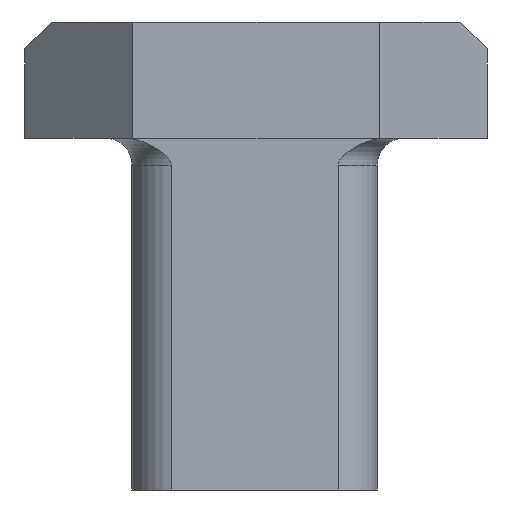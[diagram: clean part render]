
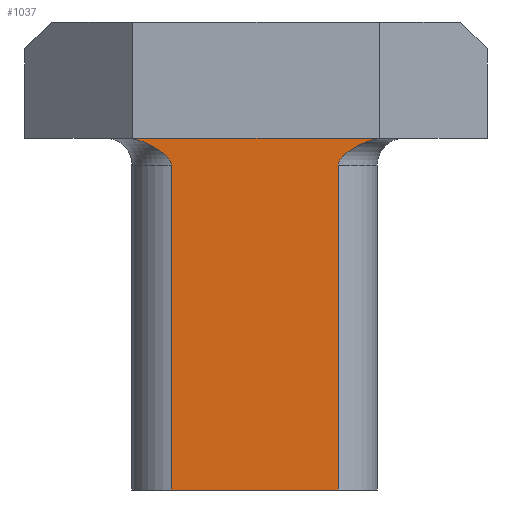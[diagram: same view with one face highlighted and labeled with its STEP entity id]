
A CAD part, left-side view. The second image highlights one B-rep face of the part: STEP entity #1037.
In plain terms, the highlighted planar face has unit normal (-1, 0, 0).
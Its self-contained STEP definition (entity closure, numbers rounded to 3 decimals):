
#88=B_SPLINE_CURVE_WITH_KNOTS('',3,(#1571,#1572,#1573,#1574,#1575,#1576,
#1577,#1578,#1579,#1580,#1581,#1582),.UNSPECIFIED.,.F.,.F.,(4,2,2,2,2,4),
(0.731,0.755,0.787,0.896,
1.024,1.072),.UNSPECIFIED.);
#89=B_SPLINE_CURVE_WITH_KNOTS('',3,(#1589,#1590,#1591,#1592,#1593,#1594,
#1595,#1596,#1597,#1598,#1599,#1600),.UNSPECIFIED.,.F.,.F.,(4,2,2,2,2,4),
(0.372,0.438,0.567,0.675,
0.708,0.731),.UNSPECIFIED.);
#100=FACE_OUTER_BOUND('',#156,.T.);
#156=EDGE_LOOP('',(#725,#726,#727,#728,#729,#730,#731,#732));
#241=LINE('',#1558,#351);
#242=LINE('',#1567,#352);
#243=LINE('',#1569,#353);
#244=LINE('',#1584,#354);
#245=LINE('',#1586,#355);
#246=LINE('',#1588,#356);
#351=VECTOR('',#1247,10.);
#352=VECTOR('',#1250,10.);
#353=VECTOR('',#1251,10.);
#354=VECTOR('',#1252,10.);
#355=VECTOR('',#1253,10.);
#356=VECTOR('',#1254,10.);
#454=VERTEX_POINT('',#1555);
#455=VERTEX_POINT('',#1557);
#456=VERTEX_POINT('',#1566);
#457=VERTEX_POINT('',#1568);
#458=VERTEX_POINT('',#1570);
#459=VERTEX_POINT('',#1583);
#460=VERTEX_POINT('',#1585);
#461=VERTEX_POINT('',#1587);
#561=EDGE_CURVE('',#454,#455,#241,.T.);
#563=EDGE_CURVE('',#454,#456,#242,.T.);
#564=EDGE_CURVE('',#457,#456,#243,.F.);
#565=EDGE_CURVE('',#458,#457,#88,.T.);
#566=EDGE_CURVE('',#458,#459,#244,.T.);
#567=EDGE_CURVE('',#460,#459,#245,.T.);
#568=EDGE_CURVE('',#461,#460,#246,.T.);
#569=EDGE_CURVE('',#461,#455,#89,.F.);
#725=ORIENTED_EDGE('',*,*,#563,.T.);
#726=ORIENTED_EDGE('',*,*,#564,.F.);
#727=ORIENTED_EDGE('',*,*,#565,.F.);
#728=ORIENTED_EDGE('',*,*,#566,.T.);
#729=ORIENTED_EDGE('',*,*,#567,.F.);
#730=ORIENTED_EDGE('',*,*,#568,.F.);
#731=ORIENTED_EDGE('',*,*,#569,.T.);
#732=ORIENTED_EDGE('',*,*,#561,.F.);
#1000=PLANE('',#1116);
#1037=ADVANCED_FACE('',(#100),#1000,.T.);
#1116=AXIS2_PLACEMENT_3D('',#1565,#1248,#1249);
#1247=DIRECTION('',(0.,0.,-1.));
#1248=DIRECTION('center_axis',(-1.,0.,0.));
#1249=DIRECTION('ref_axis',(0.,1.,0.));
#1250=DIRECTION('',(0.,1.,0.));
#1251=DIRECTION('',(0.,0.,-1.));
#1252=DIRECTION('',(0.,0.,-1.));
#1253=DIRECTION('',(0.,1.,0.));
#1254=DIRECTION('',(0.,0.,-1.));
#1555=CARTESIAN_POINT('',(-76.5,-9.15,-8.6));
#1557=CARTESIAN_POINT('',(-76.5,-9.15,-8.629));
#1558=CARTESIAN_POINT('',(-76.5,-9.15,0.));
#1565=CARTESIAN_POINT('Origin',(-76.5,-9.15,0.));
#1566=CARTESIAN_POINT('',(-76.5,9.15,-8.6));
#1567=CARTESIAN_POINT('',(-76.5,-4.575,-8.6));
#1568=CARTESIAN_POINT('',(-76.5,9.15,-8.659));
#1569=CARTESIAN_POINT('',(-76.5,9.15,0.));
#1570=CARTESIAN_POINT('',(-76.5,6.285,-10.6));
#1571=CARTESIAN_POINT('Ctrl Pts',(-76.5,6.285,-10.6));
#1572=CARTESIAN_POINT('Ctrl Pts',(-76.5,6.285,-10.522));
#1573=CARTESIAN_POINT('Ctrl Pts',(-76.5,6.307,-10.431));
#1574=CARTESIAN_POINT('Ctrl Pts',(-76.5,6.381,-10.259));
#1575=CARTESIAN_POINT('Ctrl Pts',(-76.5,6.455,-10.152));
#1576=CARTESIAN_POINT('Ctrl Pts',(-76.5,6.759,-9.793));
#1577=CARTESIAN_POINT('Ctrl Pts',(-76.5,7.108,-9.537));
#1578=CARTESIAN_POINT('Ctrl Pts',(-76.5,7.779,-9.121));
#1579=CARTESIAN_POINT('Ctrl Pts',(-76.5,8.244,-8.904));
#1580=CARTESIAN_POINT('Ctrl Pts',(-76.5,8.808,-8.733));
#1581=CARTESIAN_POINT('Ctrl Pts',(-76.5,8.977,-8.69));
#1582=CARTESIAN_POINT('Ctrl Pts',(-76.5,9.15,-8.659));
#1583=CARTESIAN_POINT('',(-76.5,6.285,-34.68));
#1584=CARTESIAN_POINT('',(-76.5,6.285,-8.6));
#1585=CARTESIAN_POINT('',(-76.5,-6.085,-34.68));
#1586=CARTESIAN_POINT('',(-76.5,-2.993,-34.68));
#1587=CARTESIAN_POINT('',(-76.5,-6.085,-10.6));
#1588=CARTESIAN_POINT('',(-76.5,-6.085,-8.6));
#1589=CARTESIAN_POINT('Ctrl Pts',(-76.5,-9.15,-8.629));
#1590=CARTESIAN_POINT('Ctrl Pts',(-76.5,-8.91,-8.659));
#1591=CARTESIAN_POINT('Ctrl Pts',(-76.5,-8.667,-8.715));
#1592=CARTESIAN_POINT('Ctrl Pts',(-76.5,-8.044,-8.904));
#1593=CARTESIAN_POINT('Ctrl Pts',(-76.5,-7.579,-9.121));
#1594=CARTESIAN_POINT('Ctrl Pts',(-76.5,-6.908,-9.537));
#1595=CARTESIAN_POINT('Ctrl Pts',(-76.5,-6.559,-9.793));
#1596=CARTESIAN_POINT('Ctrl Pts',(-76.5,-6.255,-10.152));
#1597=CARTESIAN_POINT('Ctrl Pts',(-76.5,-6.181,-10.259));
#1598=CARTESIAN_POINT('Ctrl Pts',(-76.5,-6.107,-10.431));
#1599=CARTESIAN_POINT('Ctrl Pts',(-76.5,-6.085,-10.522));
#1600=CARTESIAN_POINT('Ctrl Pts',(-76.5,-6.085,-10.6));
